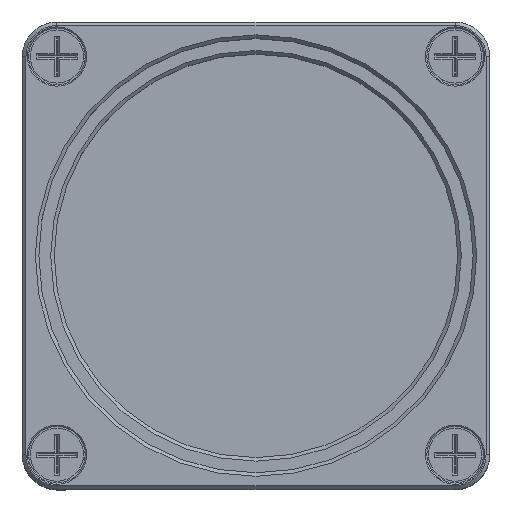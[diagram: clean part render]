
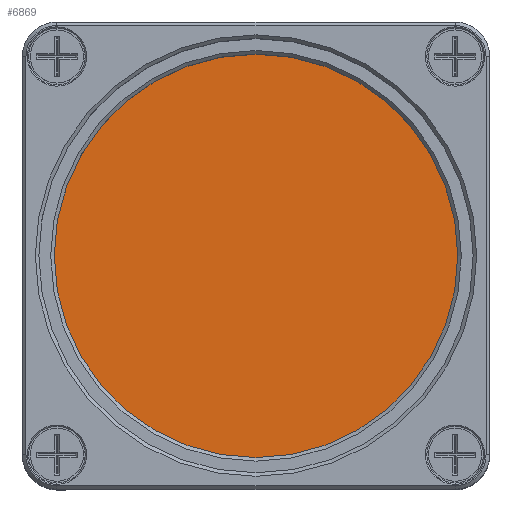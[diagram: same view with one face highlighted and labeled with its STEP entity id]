
A CAD part, top view. The second image highlights one B-rep face of the part: STEP entity #6869.
In plain terms, the highlighted face is planar.
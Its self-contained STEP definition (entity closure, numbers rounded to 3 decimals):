
#4388=FACE_OUTER_BOUND('',#18941,.T.);
#6869=ADVANCED_FACE('',(#4388),#8580,.F.);
#8580=PLANE('',#42254);
#18941=EDGE_LOOP('',(#23385));
#23385=ORIENTED_EDGE('',*,*,#35916,.F.);
#31943=VERTEX_POINT('',#58148);
#35916=EDGE_CURVE('',#31943,#31943,#40278,.T.);
#40278=CIRCLE('',#42251,12.5);
#42251=AXIS2_PLACEMENT_3D('',#58147,#47675,#47676);
#42254=AXIS2_PLACEMENT_3D('',#58151,#47681,#47682);
#47675=DIRECTION('',(0.,0.,1.));
#47676=DIRECTION('',(1.,0.,0.));
#47681=DIRECTION('',(0.,0.,1.));
#47682=DIRECTION('',(1.,0.,0.));
#58147=CARTESIAN_POINT('',(0.,0.,0.));
#58148=CARTESIAN_POINT('',(12.5,0.,0.));
#58151=CARTESIAN_POINT('',(0.,0.,0.));
